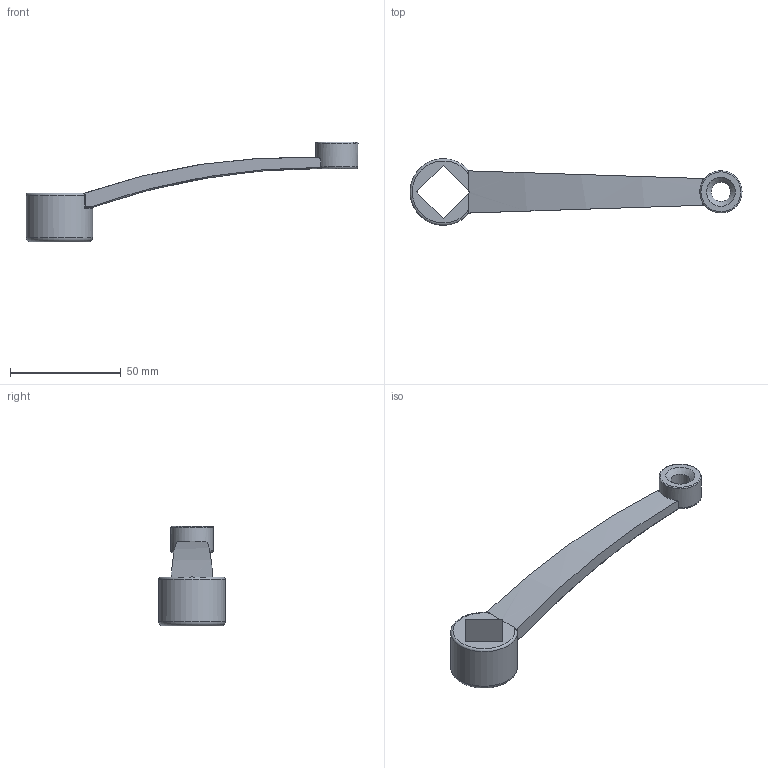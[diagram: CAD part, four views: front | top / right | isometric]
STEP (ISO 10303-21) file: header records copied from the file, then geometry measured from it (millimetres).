
FILE_DESCRIPTION(/* description */ (''),/* implementation_level */ '2;1');
FILE_NAME(/* name */ 'CHS_125_17_N.dxf',/* time_stamp */ '2012-11-23T15:18:31+08:00',/* author */ (''),/* organization */ (''),/* preprocessor_version */ 'ST-DEVELOPER v9',/* originating_system */ 'UGS - NX 4.0',/* authorisation */ '');
FILE_SCHEMA (('CONFIG_CONTROL_DESIGN'));
Length unit declared in the file: millimetre
Products named in the file (1): AdmiA0D7xiyj
Bounding box: 149.59 x 30 x 45 mm (x, y, z)
Volume: 21963.7 mm3; surface area: 10033.1 mm2
Topology: 1 solids, 1 shells, 53 faces, 139 edges, 81 vertices
Faces by surface type: bspline 16, cylinder 15, plane 12, torus 6, cone 2, sphere 2
Full cylindrical faces by diameter (mm): 8.6 x1, 19 x1, 30 x1
Entity records: 1984 total; most frequent: CARTESIAN_POINT 765, ORIENTED_EDGE 250, DIRECTION 207, EDGE_CURVE 125, AXIS2_PLACEMENT_3D 84, VERTEX_POINT 81, EDGE_LOOP 64, ADVANCED_FACE 53
